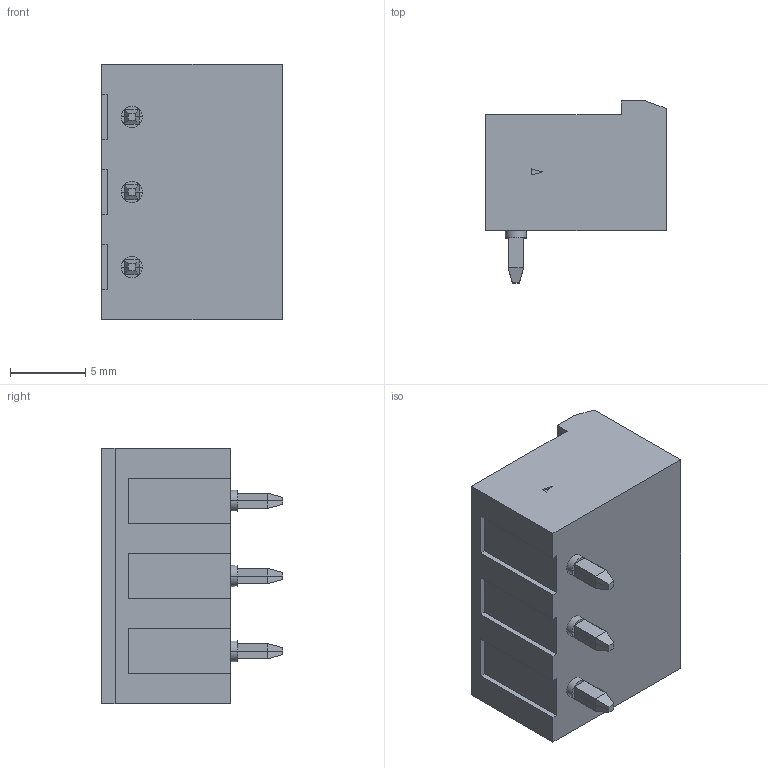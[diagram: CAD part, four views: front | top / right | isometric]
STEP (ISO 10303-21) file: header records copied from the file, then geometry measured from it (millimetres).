
FILE_DESCRIPTION(('SolidDesigner STEP Export'),'1');
FILE_NAME('mstba_2.5-3-g.stp','2000-11-07T14:45:08',(''),(''), 'SolidDesigner STEP processor Version: 7.0(Mar 1999)for AP214(CD)(Solid Model)', 'CoCreate SolidDesigner: 08.01 19-Jun-2000(C) CoCreate Software GmbH','');
FILE_SCHEMA(('AUTOMOTIVE_DESIGN_CC2 {1 2 10303 214 -1 1 5 1}'));
Length unit declared in the file: millimetre
Products named in the file (2): mstba_2.5-3-g
Assembly tree (1 placements, depth 2):
  mstba_2.5-3-g
    mstba_2.5-3-g
Bounding box: 12 x 12.1 x 17 mm (x, y, z)
Volume: 909 mm3; surface area: 1362.7 mm2
Topology: 1 solids, 1 shells, 286 faces, 654 edges, 391 vertices
Faces by surface type: plane 239, cylinder 41, cone 6
Entity records: 9461 total; most frequent: ORIENTED_EDGE 1308, CARTESIAN_POINT 1241, DIRECTION 1080, EDGE_CURVE 654, VECTOR 464, LINE 464, VERTEX_POINT 391, AXIS2_PLACEMENT_3D 308
